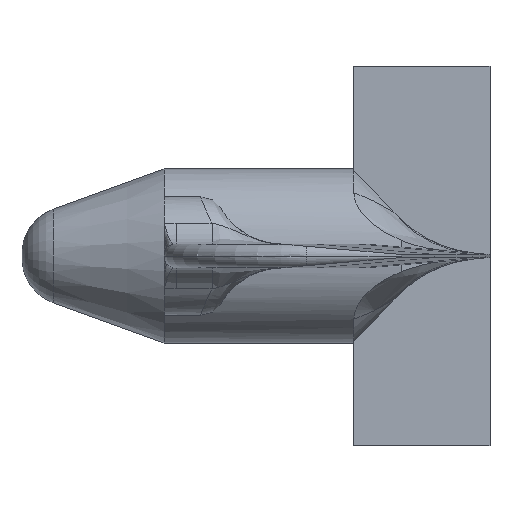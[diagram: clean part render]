
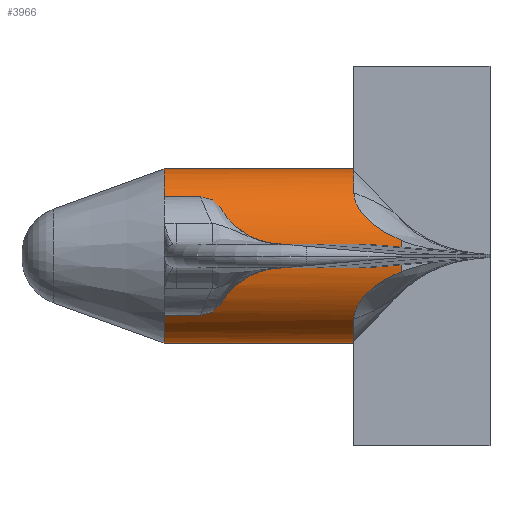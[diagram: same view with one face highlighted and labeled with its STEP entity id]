
A CAD part, left-side view. The second image highlights one B-rep face of the part: STEP entity #3966.
In plain terms, the highlighted cylindrical face has radius 29.471 mm (diameter 58.941 mm), a partial arc.
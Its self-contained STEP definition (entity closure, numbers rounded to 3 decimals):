
#1 = LINE ( 'NONE', #5943, #603 ) ;
#2 = CARTESIAN_POINT ( 'NONE',  ( 0., 40., 29.471 ) ) ;
#43 = CARTESIAN_POINT ( 'NONE',  ( -24.926, -25.754, 15.754 ) ) ;
#167 = CIRCLE ( 'NONE', #5073, 29.471 ) ;
#179 = CARTESIAN_POINT ( 'NONE',  ( -28.636, -36.03, 7.055 ) ) ;
#202 = EDGE_CURVE ( 'NONE', #7284, #3568, #7864, .T. ) ;
#410 = CARTESIAN_POINT ( 'NONE',  ( -20.251, -24., 21.411 ) ) ;
#554 = CARTESIAN_POINT ( 'NONE',  ( -20.251, -24., 21.411 ) ) ;
#603 = VECTOR ( 'NONE', #4978, 1000. ) ;
#691 = CARTESIAN_POINT ( 'NONE',  ( -25.64, -26.626, -14.537 ) ) ;
#697 = CARTESIAN_POINT ( 'NONE',  ( -28.991, -40., 5.297 ) ) ;
#787 = CARTESIAN_POINT ( 'NONE',  ( -26.627, -28.288, 12.636 ) ) ;
#1374 = CARTESIAN_POINT ( 'NONE',  ( -28.166, -33.268, -8.691 ) ) ;
#1420 = CARTESIAN_POINT ( 'NONE',  ( -25.408, -26.329, -14.939 ) ) ;
#1428 = CARTESIAN_POINT ( 'NONE',  ( -27.264, -29.803, 11.214 ) ) ;
#1526 = CARTESIAN_POINT ( 'NONE',  ( -24.08, -25.098, 16.992 ) ) ;
#1599 = DIRECTION ( 'NONE',  ( 0., 0., -1. ) ) ;
#1650 = VERTEX_POINT ( 'NONE', #8370 ) ;
#1660 = ORIENTED_EDGE ( 'NONE', *, *, #5104, .T. ) ;
#1685 = CARTESIAN_POINT ( 'NONE',  ( 0., -24., 0. ) ) ;
#1692 = EDGE_LOOP ( 'NONE', ( #9016, #2731, #3716, #2956, #1660, #7413, #5823, #6075, #2030 ) ) ;
#1934 = B_SPLINE_CURVE_WITH_KNOTS ( 'NONE', 3,
 ( #8171, #3946, #3289, #7514, #4690, #6128, #2588, #4737, #6916, #1420, #691, #6356, #7744, #1976, #7605, #4180, #3376, #3332, #1374, #7698, #2634, #6217 ),
 .UNSPECIFIED., .F., .F.,
 ( 4, 2, 2, 2, 2, 2, 2, 2, 2, 2, 4 ),
 ( 0., 0.003, 0.005, 0.007, 0.008, 0.01, 0.013, 0.015, 0.016, 0.02, 0.026 ),
 .UNSPECIFIED. ) ;
#1966 = LINE ( 'NONE', #4816, #7883 ) ;
#1976 = CARTESIAN_POINT ( 'NONE',  ( -27.112, -29.431, -11.558 ) ) ;
#2030 = ORIENTED_EDGE ( 'NONE', *, *, #202, .F. ) ;
#2353 = CARTESIAN_POINT ( 'NONE',  ( -21.792, -24.102, 19.868 ) ) ;
#2383 = CARTESIAN_POINT ( 'NONE',  ( 0., 40., 0. ) ) ;
#2588 = CARTESIAN_POINT ( 'NONE',  ( -24.094, -25.098, -16.978 ) ) ;
#2634 = CARTESIAN_POINT ( 'NONE',  ( -28.842, -37.978, -6.112 ) ) ;
#2731 = ORIENTED_EDGE ( 'NONE', *, *, #5416, .T. ) ;
#2918 = CIRCLE ( 'NONE', #4557, 29.471 ) ;
#2956 = ORIENTED_EDGE ( 'NONE', *, *, #6396, .T. ) ;
#3037 = DIRECTION ( 'NONE',  ( 0., 1., 0. ) ) ;
#3123 = CIRCLE ( 'NONE', #3284, 29.471 ) ;
#3284 = AXIS2_PLACEMENT_3D ( 'NONE', #8933, #8422, #7720 ) ;
#3289 = CARTESIAN_POINT ( 'NONE',  ( -21.795, -24.102, -19.865 ) ) ;
#3332 = CARTESIAN_POINT ( 'NONE',  ( -27.981, -32.371, -9.275 ) ) ;
#3376 = CARTESIAN_POINT ( 'NONE',  ( -27.644, -31.072, -10.22 ) ) ;
#3524 = CARTESIAN_POINT ( 'NONE',  ( -27.978, -32.357, 9.284 ) ) ;
#3568 = VERTEX_POINT ( 'NONE', #2 ) ;
#3571 = CARTESIAN_POINT ( 'NONE',  ( -26.06, -27.245, 13.77 ) ) ;
#3668 = CARTESIAN_POINT ( 'NONE',  ( -28.164, -33.258, 8.697 ) ) ;
#3715 = CIRCLE ( 'NONE', #4604, 29.471 ) ;
#3716 = ORIENTED_EDGE ( 'NONE', *, *, #4744, .T. ) ;
#3946 = CARTESIAN_POINT ( 'NONE',  ( -21.051, -24., -20.654 ) ) ;
#3966 = ADVANCED_FACE ( 'NONE', ( #4370 ), #7898, .T. ) ;
#4180 = CARTESIAN_POINT ( 'NONE',  ( -27.521, -30.648, -10.546 ) ) ;
#4338 = DIRECTION ( 'NONE',  ( 0., 0., 1. ) ) ;
#4370 = FACE_OUTER_BOUND ( 'NONE', #1692, .T. ) ;
#4417 = DIRECTION ( 'NONE',  ( 0., 0., 1. ) ) ;
#4449 = CARTESIAN_POINT ( 'NONE',  ( 0., -24., 29.471 ) ) ;
#4557 = AXIS2_PLACEMENT_3D ( 'NONE', #1685, #3037, #1599 ) ;
#4604 = AXIS2_PLACEMENT_3D ( 'NONE', #7861, #5779, #4338 ) ;
#4641 = CARTESIAN_POINT ( 'NONE',  ( -23.152, -24.562, 18.242 ) ) ;
#4690 = CARTESIAN_POINT ( 'NONE',  ( -23.163, -24.567, -18.228 ) ) ;
#4708 = CARTESIAN_POINT ( 'NONE',  ( -28.991, -40., 5.297 ) ) ;
#4737 = CARTESIAN_POINT ( 'NONE',  ( -24.653, -25.539, -16.155 ) ) ;
#4744 = EDGE_CURVE ( 'NONE', #5916, #8026, #1934, .T. ) ;
#4775 = VERTEX_POINT ( 'NONE', #554 ) ;
#4816 = CARTESIAN_POINT ( 'NONE',  ( 0., 0., -29.471 ) ) ;
#4972 = EDGE_CURVE ( 'NONE', #7434, #7284, #1966, .T. ) ;
#4978 = DIRECTION ( 'NONE',  ( 0., 1., 0. ) ) ;
#5068 = CARTESIAN_POINT ( 'NONE',  ( -26.796, -28.657, 12.274 ) ) ;
#5073 = AXIS2_PLACEMENT_3D ( 'NONE', #6141, #5613, #6838 ) ;
#5104 = EDGE_CURVE ( 'NONE', #1650, #6447, #3123, .T. ) ;
#5342 = CARTESIAN_POINT ( 'NONE',  ( -23.626, -24.812, 17.618 ) ) ;
#5416 = EDGE_CURVE ( 'NONE', #7434, #5916, #167, .T. ) ;
#5613 = DIRECTION ( 'NONE',  ( 0., 1., 0. ) ) ;
#5669 = CARTESIAN_POINT ( 'NONE',  ( -27.527, -30.624, 10.547 ) ) ;
#5723 = CARTESIAN_POINT ( 'NONE',  ( 0., -24., -29.471 ) ) ;
#5779 = DIRECTION ( 'NONE',  ( 0., 1., 0. ) ) ;
#5823 = ORIENTED_EDGE ( 'NONE', *, *, #9181, .T. ) ;
#5845 = B_SPLINE_CURVE_WITH_KNOTS ( 'NONE', 3,
 ( #697, #6541, #179, #3668, #3524, #5669, #1428, #5068, #787, #7106, #3571, #6410, #43, #7897, #1526, #8632, #5342, #4641, #6637, #2353, #7333, #410 ),
 .UNSPECIFIED., .F., .F.,
 ( 4, 2, 2, 2, 2, 2, 2, 2, 2, 2, 4 ),
 ( 0., 0.007, 0.01, 0.013, 0.015, 0.016, 0.02, 0.02, 0.021, 0.023, 0.026 ),
 .UNSPECIFIED. ) ;
#5916 = VERTEX_POINT ( 'NONE', #5925 ) ;
#5925 = CARTESIAN_POINT ( 'NONE',  ( -20.251, -24., -21.411 ) ) ;
#5927 = DIRECTION ( 'NONE',  ( 0., 0., 1. ) ) ;
#5943 = CARTESIAN_POINT ( 'NONE',  ( 0., 0., 29.471 ) ) ;
#6075 = ORIENTED_EDGE ( 'NONE', *, *, #6536, .T. ) ;
#6128 = CARTESIAN_POINT ( 'NONE',  ( -23.796, -24.903, -17.393 ) ) ;
#6141 = CARTESIAN_POINT ( 'NONE',  ( 0., -24., 0. ) ) ;
#6217 = CARTESIAN_POINT ( 'NONE',  ( -28.991, -40., -5.297 ) ) ;
#6356 = CARTESIAN_POINT ( 'NONE',  ( -26.284, -27.578, -13.359 ) ) ;
#6396 = EDGE_CURVE ( 'NONE', #8026, #1650, #3715, .T. ) ;
#6410 = CARTESIAN_POINT ( 'NONE',  ( -25.414, -26.296, 14.948 ) ) ;
#6447 = VERTEX_POINT ( 'NONE', #4708 ) ;
#6454 = DIRECTION ( 'NONE',  ( 0., 1., 0. ) ) ;
#6536 = EDGE_CURVE ( 'NONE', #9190, #3568, #1, .T. ) ;
#6541 = CARTESIAN_POINT ( 'NONE',  ( -28.842, -37.977, 6.113 ) ) ;
#6637 = CARTESIAN_POINT ( 'NONE',  ( -22.822, -24.426, 18.653 ) ) ;
#6838 = DIRECTION ( 'NONE',  ( 0., 0., -1. ) ) ;
#6904 = DIRECTION ( 'NONE',  ( 0., 1., 0. ) ) ;
#6916 = CARTESIAN_POINT ( 'NONE',  ( -24.915, -25.786, -15.747 ) ) ;
#7106 = CARTESIAN_POINT ( 'NONE',  ( -26.26, -27.583, 13.384 ) ) ;
#7284 = VERTEX_POINT ( 'NONE', #7439 ) ;
#7293 = CARTESIAN_POINT ( 'NONE',  ( 0., 0., 0. ) ) ;
#7333 = CARTESIAN_POINT ( 'NONE',  ( -21.051, -24., 20.654 ) ) ;
#7413 = ORIENTED_EDGE ( 'NONE', *, *, #7847, .T. ) ;
#7434 = VERTEX_POINT ( 'NONE', #5723 ) ;
#7439 = CARTESIAN_POINT ( 'NONE',  ( 0., 40., -29.471 ) ) ;
#7514 = CARTESIAN_POINT ( 'NONE',  ( -22.83, -24.429, -18.644 ) ) ;
#7605 = CARTESIAN_POINT ( 'NONE',  ( -27.256, -29.828, -11.215 ) ) ;
#7698 = CARTESIAN_POINT ( 'NONE',  ( -28.637, -36.034, -7.053 ) ) ;
#7720 = DIRECTION ( 'NONE',  ( 0., 0., 1. ) ) ;
#7744 = CARTESIAN_POINT ( 'NONE',  ( -26.645, -28.285, -12.616 ) ) ;
#7847 = EDGE_CURVE ( 'NONE', #6447, #4775, #5845, .T. ) ;
#7861 = CARTESIAN_POINT ( 'NONE',  ( 0., -40., 0. ) ) ;
#7864 = CIRCLE ( 'NONE', #9052, 29.471 ) ;
#7883 = VECTOR ( 'NONE', #6904, 1000. ) ;
#7897 = CARTESIAN_POINT ( 'NONE',  ( -24.225, -25.202, 16.784 ) ) ;
#7898 = CYLINDRICAL_SURFACE ( 'NONE', #9074, 29.471 ) ;
#7973 = DIRECTION ( 'NONE',  ( 0., 1., 0. ) ) ;
#8026 = VERTEX_POINT ( 'NONE', #8763 ) ;
#8171 = CARTESIAN_POINT ( 'NONE',  ( -20.251, -24., -21.411 ) ) ;
#8370 = CARTESIAN_POINT ( 'NONE',  ( -29.471, -40., 0. ) ) ;
#8422 = DIRECTION ( 'NONE',  ( 0., 1., 0. ) ) ;
#8632 = CARTESIAN_POINT ( 'NONE',  ( -23.781, -24.903, 17.408 ) ) ;
#8763 = CARTESIAN_POINT ( 'NONE',  ( -28.991, -40., -5.297 ) ) ;
#8933 = CARTESIAN_POINT ( 'NONE',  ( 0., -40., 0. ) ) ;
#9016 = ORIENTED_EDGE ( 'NONE', *, *, #4972, .F. ) ;
#9052 = AXIS2_PLACEMENT_3D ( 'NONE', #2383, #7973, #5927 ) ;
#9074 = AXIS2_PLACEMENT_3D ( 'NONE', #7293, #6454, #4417 ) ;
#9181 = EDGE_CURVE ( 'NONE', #4775, #9190, #2918, .T. ) ;
#9190 = VERTEX_POINT ( 'NONE', #4449 ) ;
